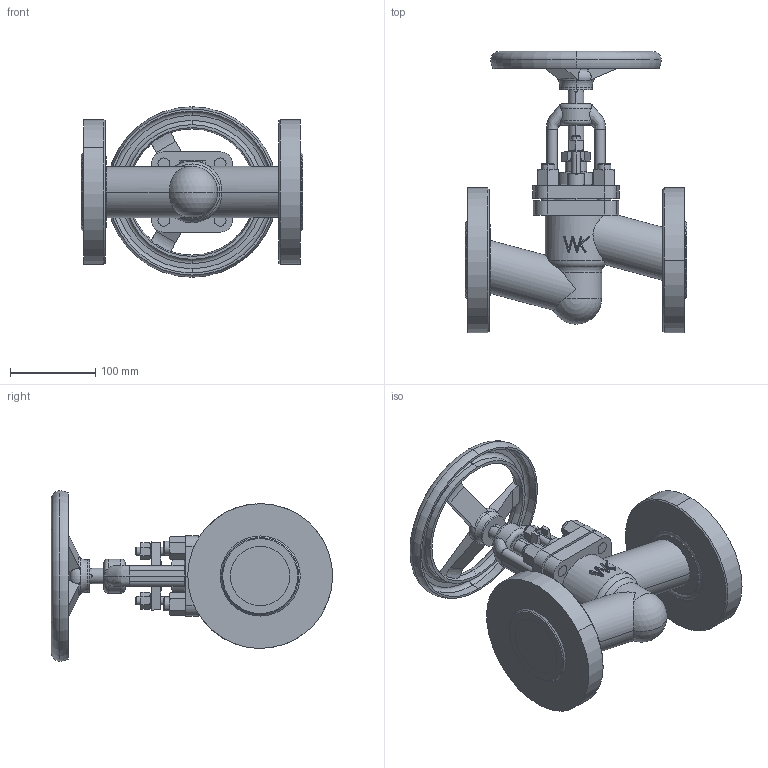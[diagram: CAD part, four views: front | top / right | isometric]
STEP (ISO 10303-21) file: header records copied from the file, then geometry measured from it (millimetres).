
FILE_DESCRIPTION (( 'STEP AP214' ), '1' );
FILE_NAME ('[40] 530 DN40 3-1564 katalog uproszczony.STEP', '2015-03-18T10:47:34', ( '' ), ( '' ), 'SwSTEP 2.0', 'SolidWorks 2015', '' );
FILE_SCHEMA (( 'AUTOMOTIVE_DESIGN' ));
Length unit declared in the file: millimetre
Products named in the file (1): [40] 530 DN40 3-1564 katalog uproszczony
Bounding box: 260 x 330 x 200 mm (x, y, z)
Volume: 2715616 mm3; surface area: 304431.9 mm2
Topology: 1 solids, 1 shells, 506 faces, 1237 edges, 747 vertices
Faces by surface type: plane 192, cylinder 130, cone 114, torus 36, sphere 19, bspline 15
Entity records: 23392 total; most frequent: CARTESIAN_POINT 8406, ORIENTED_EDGE 2432, DIRECTION 2260, EDGE_CURVE 1216, AXIS2_PLACEMENT_3D 927, VERTEX_POINT 744, EDGE_LOOP 560, ADVANCED_FACE 506
